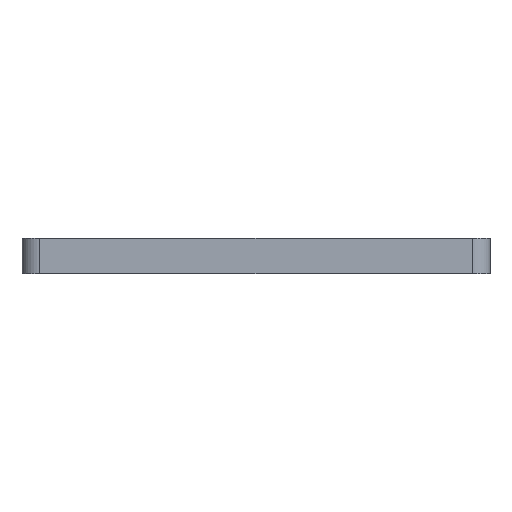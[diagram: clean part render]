
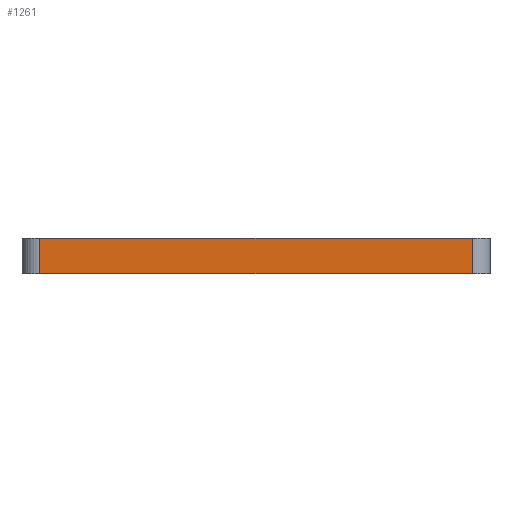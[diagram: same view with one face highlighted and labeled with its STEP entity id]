
A CAD part, front view. The second image highlights one B-rep face of the part: STEP entity #1261.
In plain terms, the highlighted planar face has unit normal (0, -1, 0).
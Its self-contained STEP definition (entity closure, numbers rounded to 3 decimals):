
#242=FACE_OUTER_BOUND('',#293,.T.);
#293=EDGE_LOOP('',(#873,#874,#875,#876));
#410=LINE('',#1974,#471);
#411=LINE('',#1976,#472);
#412=LINE('',#1978,#473);
#413=LINE('',#1979,#474);
#471=VECTOR('',#1533,74.);
#472=VECTOR('',#1534,6.);
#473=VECTOR('',#1535,74.);
#474=VECTOR('',#1536,6.);
#532=VERTEX_POINT('',#1972);
#533=VERTEX_POINT('',#1973);
#534=VERTEX_POINT('',#1975);
#535=VERTEX_POINT('',#1977);
#680=EDGE_CURVE('',#532,#533,#410,.T.);
#681=EDGE_CURVE('',#533,#534,#411,.F.);
#682=EDGE_CURVE('',#535,#534,#412,.T.);
#683=EDGE_CURVE('',#535,#532,#413,.T.);
#873=ORIENTED_EDGE('',*,*,#680,.T.);
#874=ORIENTED_EDGE('',*,*,#681,.T.);
#875=ORIENTED_EDGE('',*,*,#682,.F.);
#876=ORIENTED_EDGE('',*,*,#683,.T.);
#1247=PLANE('',#1326);
#1261=ADVANCED_FACE('',(#242),#1247,.F.);
#1326=AXIS2_PLACEMENT_3D('',#1971,#1531,#1532);
#1531=DIRECTION('center_axis',(0.,1.,0.));
#1532=DIRECTION('ref_axis',(0.,0.,1.));
#1533=DIRECTION('',(1.,0.,0.));
#1534=DIRECTION('',(0.,0.,-1.));
#1535=DIRECTION('',(1.,0.,0.));
#1536=DIRECTION('',(0.,0.,-1.));
#1971=CARTESIAN_POINT('Origin',(-40.,-53.5,6.));
#1972=CARTESIAN_POINT('',(-37.,-53.5,0.));
#1973=CARTESIAN_POINT('',(37.,-53.5,0.));
#1974=CARTESIAN_POINT('',(-37.,-53.5,0.));
#1975=CARTESIAN_POINT('',(37.,-53.5,6.));
#1976=CARTESIAN_POINT('',(37.,-53.5,6.));
#1977=CARTESIAN_POINT('',(-37.,-53.5,6.));
#1978=CARTESIAN_POINT('',(-37.,-53.5,6.));
#1979=CARTESIAN_POINT('',(-37.,-53.5,6.));
